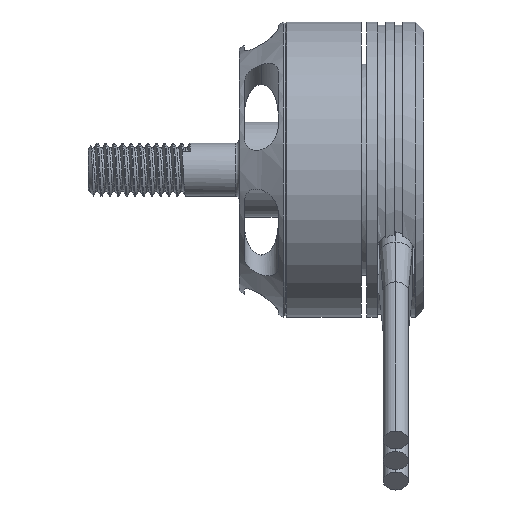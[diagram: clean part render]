
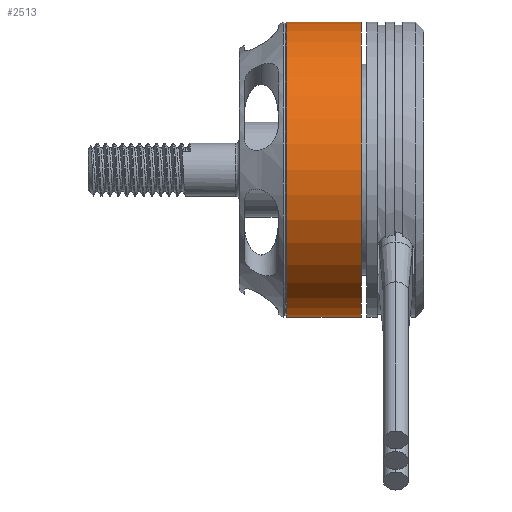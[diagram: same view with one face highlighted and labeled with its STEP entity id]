
A CAD part, left-side view. The second image highlights one B-rep face of the part: STEP entity #2513.
In plain terms, the highlighted cylindrical face has radius 14 mm (diameter 28 mm), a partial arc.
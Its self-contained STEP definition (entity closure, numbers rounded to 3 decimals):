
#8 = EDGE_LOOP ( 'NONE', ( #1262, #7192, #7610, #5806 ) ) ;
#36 = DIRECTION ( 'NONE',  ( 0., -1., 0. ) ) ;
#116 = CARTESIAN_POINT ( 'NONE',  ( 0., 13., -14. ) ) ;
#156 = CARTESIAN_POINT ( 'NONE',  ( 0., 5.9, -14. ) ) ;
#221 = CARTESIAN_POINT ( 'NONE',  ( 0., 0., -14. ) ) ;
#477 = CARTESIAN_POINT ( 'NONE',  ( 0., 0., 14. ) ) ;
#539 = VECTOR ( 'NONE', #4529, 1000. ) ;
#1027 = CARTESIAN_POINT ( 'NONE',  ( 0., 0., 0. ) ) ;
#1262 = ORIENTED_EDGE ( 'NONE', *, *, #3577, .F. ) ;
#1563 = EDGE_CURVE ( 'NONE', #4217, #3716, #5508, .T. ) ;
#1887 = VECTOR ( 'NONE', #4343, 1000. ) ;
#1916 = AXIS2_PLACEMENT_3D ( 'NONE', #2987, #36, #3064 ) ;
#2021 = AXIS2_PLACEMENT_3D ( 'NONE', #1027, #5067, #6762 ) ;
#2513 = ADVANCED_FACE ( 'NONE', ( #2570 ), #4917, .T. ) ;
#2570 = FACE_OUTER_BOUND ( 'NONE', #8, .T. ) ;
#2987 = CARTESIAN_POINT ( 'NONE',  ( 0., 13., 0. ) ) ;
#3013 = AXIS2_PLACEMENT_3D ( 'NONE', #5799, #3422, #6382 ) ;
#3064 = DIRECTION ( 'NONE',  ( 0., 0., -1. ) ) ;
#3422 = DIRECTION ( 'NONE',  ( 0., -1., 0. ) ) ;
#3577 = EDGE_CURVE ( 'NONE', #4876, #3726, #6416, .T. ) ;
#3638 = EDGE_CURVE ( 'NONE', #3726, #3716, #4116, .T. ) ;
#3716 = VERTEX_POINT ( 'NONE', #156 ) ;
#3726 = VERTEX_POINT ( 'NONE', #4140 ) ;
#3775 = CIRCLE ( 'NONE', #1916, 14. ) ;
#4116 = CIRCLE ( 'NONE', #3013, 14. ) ;
#4140 = CARTESIAN_POINT ( 'NONE',  ( 0., 5.9, 14. ) ) ;
#4217 = VERTEX_POINT ( 'NONE', #116 ) ;
#4343 = DIRECTION ( 'NONE',  ( 0., -1., 0. ) ) ;
#4529 = DIRECTION ( 'NONE',  ( 0., -1., 0. ) ) ;
#4876 = VERTEX_POINT ( 'NONE', #7195 ) ;
#4917 = CYLINDRICAL_SURFACE ( 'NONE', #2021, 14. ) ;
#5067 = DIRECTION ( 'NONE',  ( 0., -1., 0. ) ) ;
#5508 = LINE ( 'NONE', #221, #1887 ) ;
#5647 = EDGE_CURVE ( 'NONE', #4876, #4217, #3775, .T. ) ;
#5799 = CARTESIAN_POINT ( 'NONE',  ( 0., 5.9, 0. ) ) ;
#5806 = ORIENTED_EDGE ( 'NONE', *, *, #3638, .F. ) ;
#6382 = DIRECTION ( 'NONE',  ( 0., 0., -1. ) ) ;
#6416 = LINE ( 'NONE', #477, #539 ) ;
#6762 = DIRECTION ( 'NONE',  ( 0., 0., -1. ) ) ;
#7192 = ORIENTED_EDGE ( 'NONE', *, *, #5647, .T. ) ;
#7195 = CARTESIAN_POINT ( 'NONE',  ( 0., 13., 14. ) ) ;
#7610 = ORIENTED_EDGE ( 'NONE', *, *, #1563, .T. ) ;
